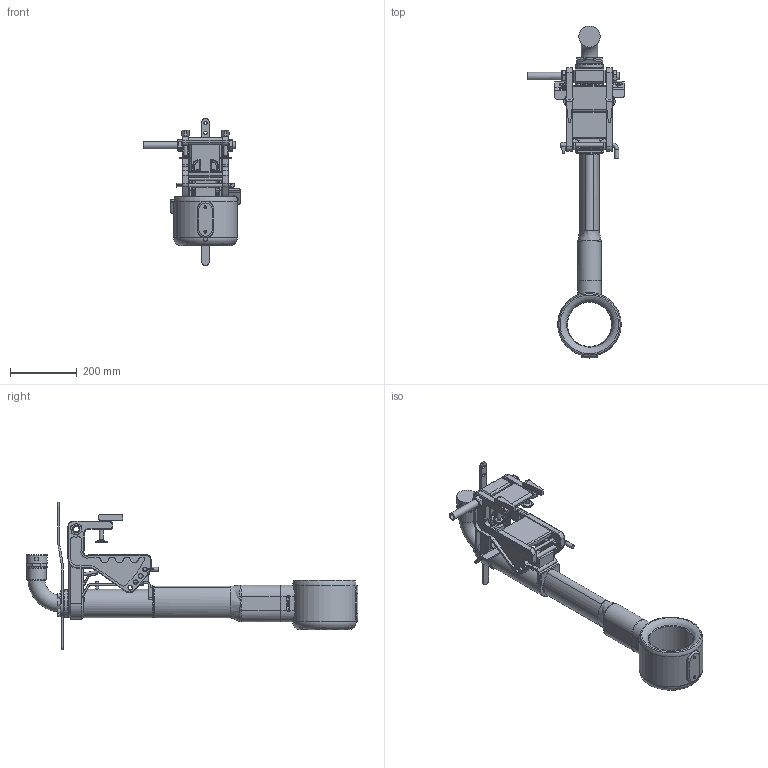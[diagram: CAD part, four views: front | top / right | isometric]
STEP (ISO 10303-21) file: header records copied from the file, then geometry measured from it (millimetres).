
FILE_DESCRIPTION (( 'STEP AP214' ), '1' );
FILE_NAME ('P-104-192-rev-E-133.STEP', '2026-01-02T09:19:14', ( '' ), ( '' ), 'SwSTEP 2.0', 'SolidWorks 2024', '' );
FILE_SCHEMA (( 'AUTOMOTIVE_DESIGN' ));
Length unit declared in the file: millimetre
Products named in the file (1): P-104-192-rev-E-133
Bounding box: 288.95 x 998.25 x 442.58 mm (x, y, z)
Volume: 8551244.9 mm3; surface area: 840731.5 mm2
Topology: 1 solids, 15 shells, 2025 faces, 5065 edges, 3168 vertices
Faces by surface type: plane 1168, cylinder 460, cone 183, bspline 141, torus 67, sphere 6
Full cylindrical faces by diameter (mm): 3 x4, 3.5 x4, 4 x2, 4.3 x2, 5 x5, 5.7 x4, 6 x4, 6.95 x2, 7.64 x6, 8 x2, 8.1 x3, 9 x1, 10 x5, 12 x8, 13 x14, 17 x1, 22.5 x2, 25 x2, 35 x2, 50.4 x1, 58 x2, 63.5 x2, 80 x1, 82 x1, 85 x1, 133 x1, 191 x1
Entity records: 88691 total; most frequent: CARTESIAN_POINT 20480, ORIENTED_EDGE 9562, DIRECTION 8985, EDGE_CURVE 4781, AXIS2_PLACEMENT_3D 3083, VERTEX_POINT 3077, VECTOR 2819, LINE 2819
